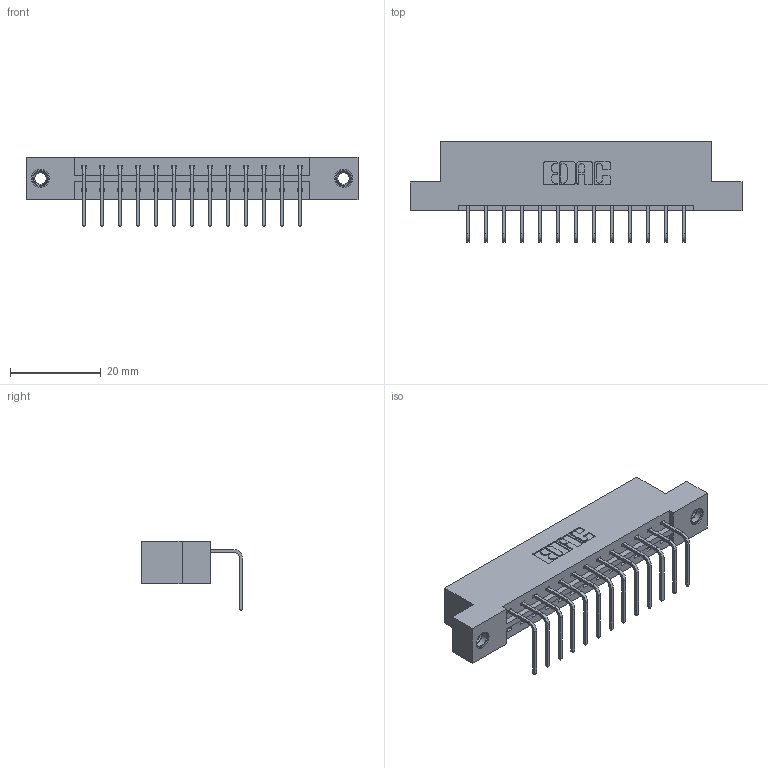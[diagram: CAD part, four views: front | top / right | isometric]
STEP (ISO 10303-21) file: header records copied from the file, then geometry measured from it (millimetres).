
FILE_DESCRIPTION (( 'STEP AP203' ), '1' );
FILE_NAME ('833-013-558-107.STEP', '2020-05-31T00:28:48', ( '' ), ( '' ), 'SwSTEP 2.0', 'SolidWorks 2020', '' );
FILE_SCHEMA (( 'CONFIG_CONTROL_DESIGN' ));
Length unit declared in the file: inch
Products named in the file (4): 345-292-001_558 Tail - 2; 833-013-558-107; 345-250-001_345-250-005-103; 833 Part_Flush - .156 Dia - TI
Assembly tree (16 placements, depth 2):
  833-013-558-107
    833 Part_Flush - .156 Dia - TI
    345-292-001_558 Tail - 2  x13
    345-250-001_345-250-005-103  x2
Bounding box: 73.05 x 22.17 x 15.37 mm (x, y, z)
Volume: 7131.3 mm3; surface area: 7829.3 mm2
Topology: 16 solids, 16 shells, 954 faces, 2813 edges, 1850 vertices
Faces by surface type: plane 674, cylinder 264, cone 12, torus 4
Entity records: 12968 total; most frequent: CARTESIAN_POINT 2224, ORIENTED_EDGE 2166, DIRECTION 1967, EDGE_CURVE 1083, LINE 935, VECTOR 935, VERTEX_POINT 716, AXIS2_PLACEMENT_3D 516
